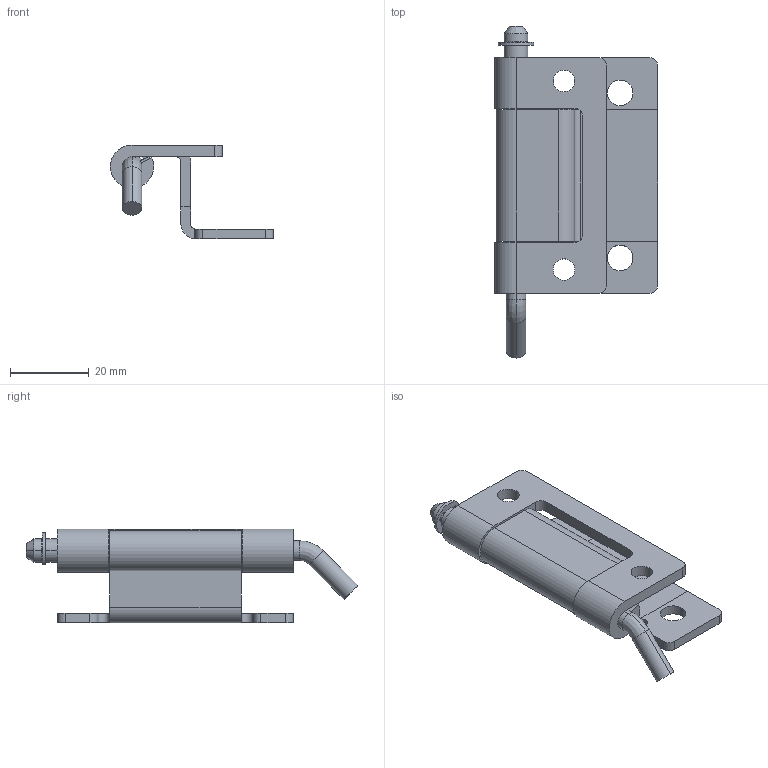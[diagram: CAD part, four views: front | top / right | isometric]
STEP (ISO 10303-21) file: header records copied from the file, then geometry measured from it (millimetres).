
FILE_DESCRIPTION(/* description */ (''),/* implementation_level */ '2;1');
FILE_NAME(/* name */ 'JL250-2B',/* time_stamp */ '2024-10-04T15:09:08+08:00',/* author */ (''),/* organization */ (''),/* preprocessor_version */ 'ST-DEVELOPER v19.2',/* originating_system */ 'Rhino 8.5',/* authorisation */ '');
FILE_SCHEMA (('CONFIG_CONTROL_DESIGN'));
Length unit declared in the file: millimetre
Products named in the file (1): Document
Bounding box: 41.5 x 84.46 x 23.9 mm (x, y, z)
Volume: 13006.6 mm3; surface area: 11769.2 mm2
Topology: 4 solids, 4 shells, 101 faces, 256 edges, 166 vertices
Faces by surface type: cylinder 54, plane 43, bspline 4
Entity records: 3326 total; most frequent: CARTESIAN_POINT 1028, ORIENTED_EDGE 512, DIRECTION 318, EDGE_CURVE 256, AXIS2_PLACEMENT_3D 206, VERTEX_POINT 166, EDGE_LOOP 116, TRIMMED_CURVE 110
